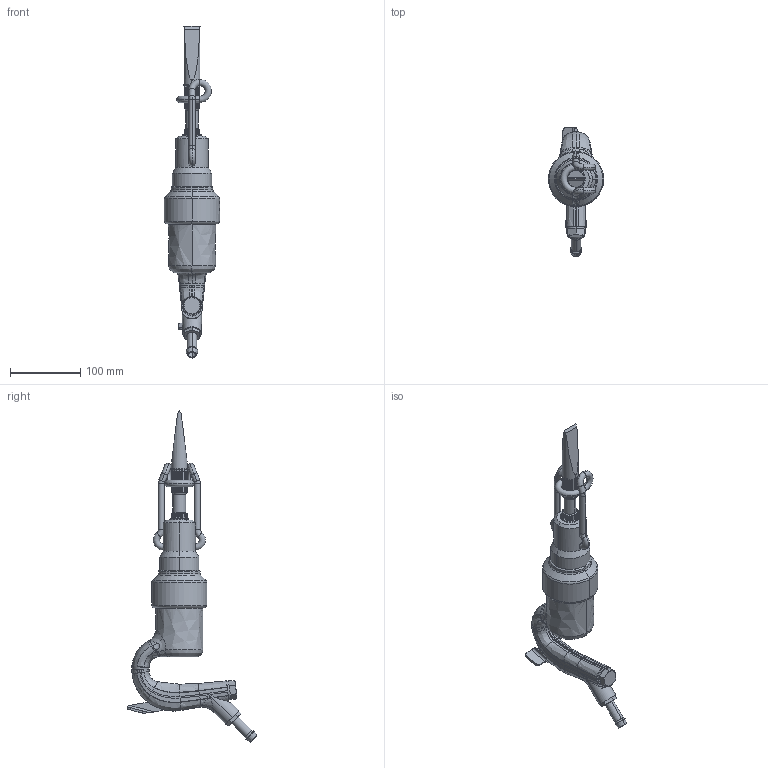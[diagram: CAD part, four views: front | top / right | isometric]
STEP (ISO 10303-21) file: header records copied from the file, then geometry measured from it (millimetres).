
FILE_DESCRIPTION((''),'2;1');
FILE_NAME('8425021253_ASM','2014-11-18T',('tooextcsr'),(''),'PRO/ENGINEER BY PARAMETRIC TECHNOLOGY CORPORATION, 2013410','PRO/ENGINEER BY PARAMETRIC TECHNOLOGY CORPORATION, 2013410','');
FILE_SCHEMA(('CONFIG_CONTROL_DESIGN','GEOMETRIC_VALIDATION_PROPERTIES_MIM'));
Length unit declared in the file: millimetre
Products named in the file (13): 3510007601_DIM; 3510000600; 3510053500; 3510051600; 3510021100; 3510026600; 3510048500; 3085023600; 3510042100; 3510025001; 3510044200; 3510025000_ASM; 8425021253_ASM
Assembly tree (12 placements, depth 3):
  8425021253_ASM
    3510007601_DIM
    3510000600
    3510053500
    3510051600
    3510021100
    3510026600
    3510048500
    3085023600
    3510042100
    3510025000_ASM
      3510025001
      3510044200
Bounding box: 78.5 x 183.92 x 471.22 mm (x, y, z)
Volume: 784337.2 mm3; surface area: 165975 mm2
Topology: 11 solids, 11 shells, 832 faces, 2019 edges, 1225 vertices
Faces by surface type: cylinder 245, bspline 230, plane 159, torus 104, cone 92, extrusion 2
Entity records: 43364 total; most frequent: CARTESIAN_POINT 14668, ORIENTED_EDGE 4030, DIRECTION 3013, PRESENTATION_STYLE_ASSIGNMENT 2655, STYLED_ITEM 2655, CURVE_STYLE 2017, EDGE_CURVE 2015, AXIS2_PLACEMENT_3D 1256
